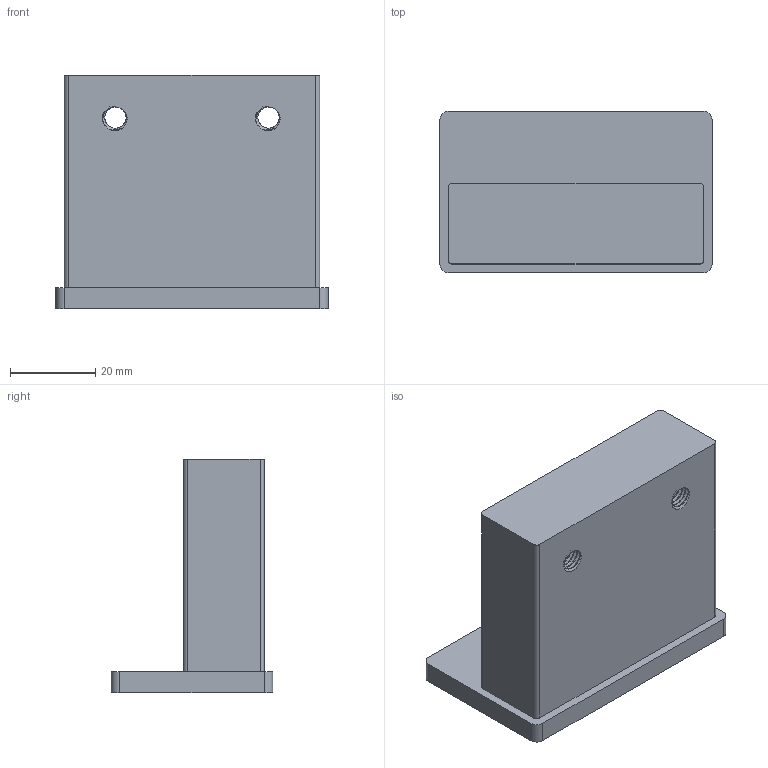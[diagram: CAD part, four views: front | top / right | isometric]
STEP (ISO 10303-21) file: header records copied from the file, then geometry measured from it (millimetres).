
FILE_DESCRIPTION(/* description */ (''),/* implementation_level */ '2;1');
FILE_NAME(/* name */ 'Center Speaker Block.step',/* time_stamp */ '2020-09-16T18:21:50-07:00',/* author */ (''),/* organization */ (''),/* preprocessor_version */ 'ST-DEVELOPER v18.1',/* originating_system */ 'Autodesk Translation Framework v9.3.0.1241',/* authorisation */ '');
FILE_SCHEMA (('AUTOMOTIVE_DESIGN { 1 0 10303 214 3 1 1 }'));
Length unit declared in the file: millimetre
Products named in the file (1): Center Speaker Blocks
Bounding box: 64 x 38 x 55 mm (x, y, z)
Volume: 68141.8 mm3; surface area: 14677.3 mm2
Topology: 1 solids, 1 shells, 103 faces, 298 edges, 198 vertices
Faces by surface type: cylinder 88, plane 11, bspline 4
Full cylindrical faces by diameter (mm): 5.035 x22, 6.147 x10
Entity records: 8143 total; most frequent: CARTESIAN_POINT 5706, ORIENTED_EDGE 596, DIRECTION 356, EDGE_CURVE 298, VERTEX_POINT 198, B_SPLINE_CURVE_WITH_KNOTS 166, AXIS2_PLACEMENT_3D 124, EDGE_LOOP 108
